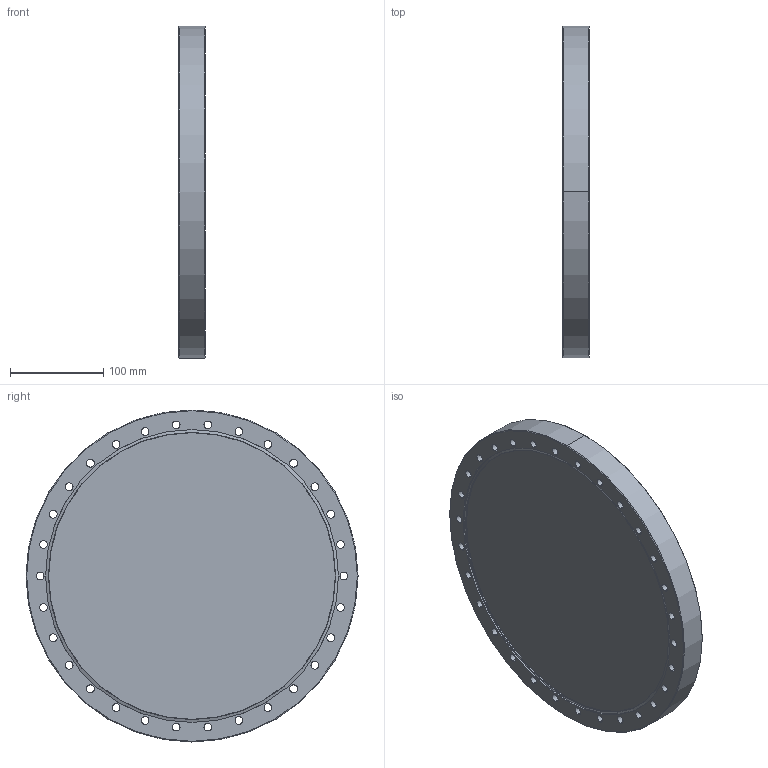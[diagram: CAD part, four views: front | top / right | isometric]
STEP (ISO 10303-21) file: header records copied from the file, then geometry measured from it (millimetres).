
FILE_DESCRIPTION (( 'STEP AP203' ), '1' );
FILE_NAME ('130037_C.STEP', '2024-04-03T07:39:02', ( '' ), ( '' ), 'SwSTEP 2.0', 'SolidWorks 2022', '' );
FILE_SCHEMA (( 'CONFIG_CONTROL_DESIGN' ));
Length unit declared in the file: inch
Products named in the file (1): 130037_C
Bounding box: 28.45 x 355.6 x 355.6 mm (x, y, z)
Volume: 2622404.4 mm3; surface area: 251697.9 mm2
Topology: 1 solids, 1 shells, 81 faces, 220 edges, 142 vertices
Faces by surface type: cylinder 66, torus 6, cone 6, plane 3
Entity records: 2829 total; most frequent: DIRECTION 532, CARTESIAN_POINT 444, ORIENTED_EDGE 440, AXIS2_PLACEMENT_3D 230, EDGE_CURVE 220, CIRCLE 148, EDGE_LOOP 142, VERTEX_POINT 142
